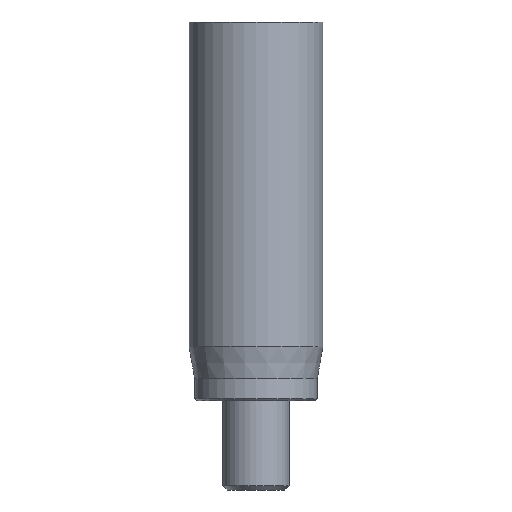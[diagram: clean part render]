
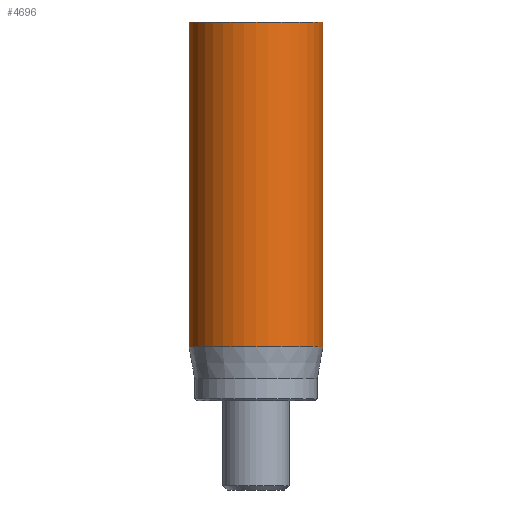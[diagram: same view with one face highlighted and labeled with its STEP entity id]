
A CAD part, front view. The second image highlights one B-rep face of the part: STEP entity #4696.
In plain terms, the highlighted cylindrical face has radius 3 mm (diameter 6 mm), a full revolution.
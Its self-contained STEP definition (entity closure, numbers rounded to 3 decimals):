
#40=CYLINDRICAL_SURFACE('',#4903,3.);
#58=CIRCLE('',#4873,3.);
#74=CIRCLE('',#4901,3.);
#75=CIRCLE('',#4902,3.);
#439=FACE_OUTER_BOUND('',#721,.T.);
#721=EDGE_LOOP('',(#4182,#4183,#4184,#4185,#4186));
#1060=LINE('',#8951,#1403);
#1403=VECTOR('',#5466,3.);
#2157=VERTEX_POINT('',#8893);
#2173=VERTEX_POINT('',#8945);
#2174=VERTEX_POINT('',#8946);
#2825=EDGE_CURVE('',#2157,#2157,#58,.T.);
#2849=EDGE_CURVE('',#2173,#2174,#74,.T.);
#2850=EDGE_CURVE('',#2174,#2173,#75,.T.);
#2852=EDGE_CURVE('',#2157,#2173,#1060,.T.);
#4182=ORIENTED_EDGE('',*,*,#2825,.T.);
#4183=ORIENTED_EDGE('',*,*,#2852,.T.);
#4184=ORIENTED_EDGE('',*,*,#2849,.T.);
#4185=ORIENTED_EDGE('',*,*,#2850,.T.);
#4186=ORIENTED_EDGE('',*,*,#2852,.F.);
#4696=ADVANCED_FACE('',(#439),#40,.T.);
#4873=AXIS2_PLACEMENT_3D('',#8894,#5395,#5396);
#4901=AXIS2_PLACEMENT_3D('',#8947,#5459,#5460);
#4902=AXIS2_PLACEMENT_3D('',#8948,#5461,#5462);
#4903=AXIS2_PLACEMENT_3D('',#8950,#5464,#5465);
#5395=DIRECTION('center_axis',(0.,0.,-1.));
#5396=DIRECTION('ref_axis',(-1.,0.,0.));
#5459=DIRECTION('center_axis',(0.,0.,1.));
#5460=DIRECTION('ref_axis',(-1.,0.,0.));
#5461=DIRECTION('center_axis',(0.,0.,1.));
#5462=DIRECTION('ref_axis',(-1.,0.,0.));
#5464=DIRECTION('center_axis',(0.,0.,1.));
#5465=DIRECTION('ref_axis',(-1.,0.,0.));
#5466=DIRECTION('',(0.,0.,-1.));
#8893=CARTESIAN_POINT('',(3.,0.,17.));
#8894=CARTESIAN_POINT('Origin',(0.,0.,17.));
#8945=CARTESIAN_POINT('',(3.,0.,2.418));
#8946=CARTESIAN_POINT('',(-3.,0.,2.418));
#8947=CARTESIAN_POINT('Origin',(0.,0.,2.418));
#8948=CARTESIAN_POINT('Origin',(0.,0.,2.418));
#8950=CARTESIAN_POINT('Origin',(0.,0.,0.));
#8951=CARTESIAN_POINT('',(3.,0.,0.));
